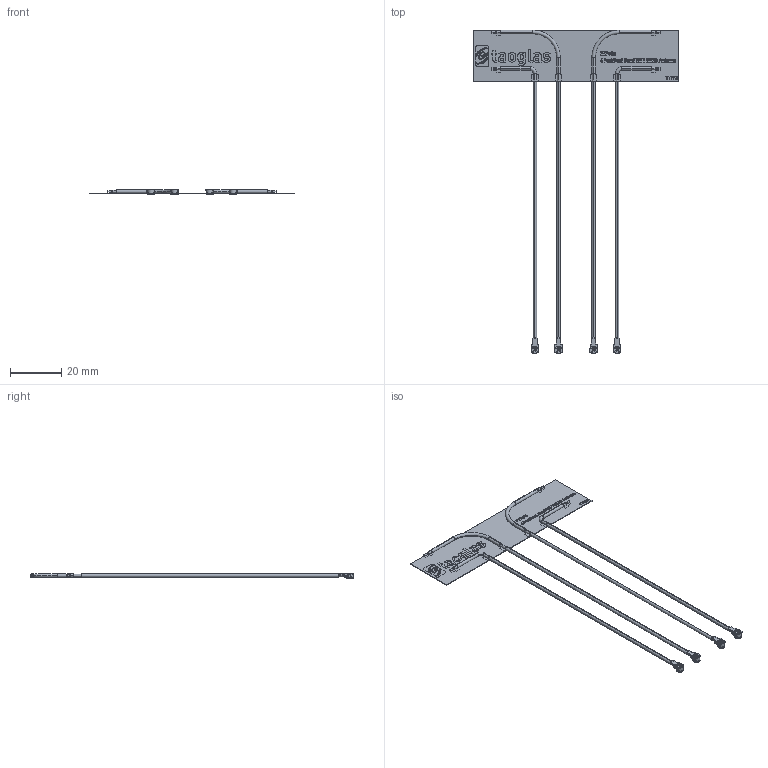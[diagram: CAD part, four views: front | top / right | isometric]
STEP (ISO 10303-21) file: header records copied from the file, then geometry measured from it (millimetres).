
FILE_DESCRIPTION (( 'STEP AP214' ), '1' );
FILE_NAME ('FXP524.D.07.C.001_Web.STEP', '2022-03-15T15:27:15', ( '' ), ( '' ), 'SwSTEP 2.0', 'SolidWorks 2018', '' );
FILE_SCHEMA (( 'AUTOMOTIVE_DESIGN' ));
Length unit declared in the file: millimetre
Products named in the file (1): FXP524.D.07.C.001_Web
Bounding box: 80 x 125.62 x 2.11 mm (x, y, z)
Surface area: 5837.5 mm2 (no closed solid volume)
Topology: 0 solids, 101 shells, 546 faces, 3498 edges, 2968 vertices
Faces by surface type: plane 342, cylinder 160, torus 24, bspline 20
Entity records: 45619 total; most frequent: CARTESIAN_POINT 15528, ORIENTED_EDGE 4512, DIRECTION 4111, EDGE_CURVE 3498, VERTEX_POINT 2968, VECTOR 2007, LINE 2007, AXIS2_PLACEMENT_3D 1052
